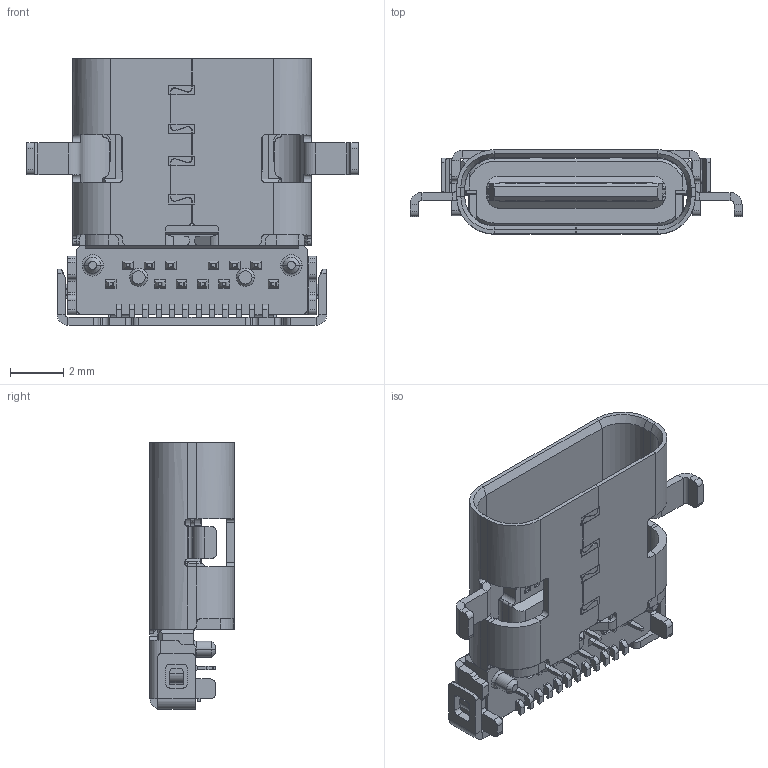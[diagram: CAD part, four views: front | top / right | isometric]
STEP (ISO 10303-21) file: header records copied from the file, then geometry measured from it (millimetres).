
FILE_DESCRIPTION((''),'2;1');
FILE_NAME('SHELL_10_0_191','2021-05-19T19:44:27',('HFH'),(''),'CREO PARAMETRIC BY PTC INC, 2017110','CREO PARAMETRIC BY PTC INC, 2017110','');
FILE_SCHEMA(('AUTOMOTIVE_DESIGN { 1 0 10303 214 1 1 1 1 }'));
Length unit declared in the file: millimetre
Products named in the file (1): SHELL_10_0_191
Bounding box: 12.45 x 3.16 x 10 mm (x, y, z)
Volume: 123 mm3; surface area: 612.7 mm2
Topology: 1 solids, 37 shells, 1582 faces, 4174 edges, 2660 vertices
Faces by surface type: plane 1243, cylinder 271, cone 44, bspline 12, extrusion 8, torus 4
Entity records: 54524 total; most frequent: CARTESIAN_POINT 9439, ORIENTED_EDGE 8312, DIRECTION 7854, EDGE_CURVE 4172, VECTOR 3459, LINE 3451, VERTEX_POINT 2660, AXIS2_PLACEMENT_3D 2196
